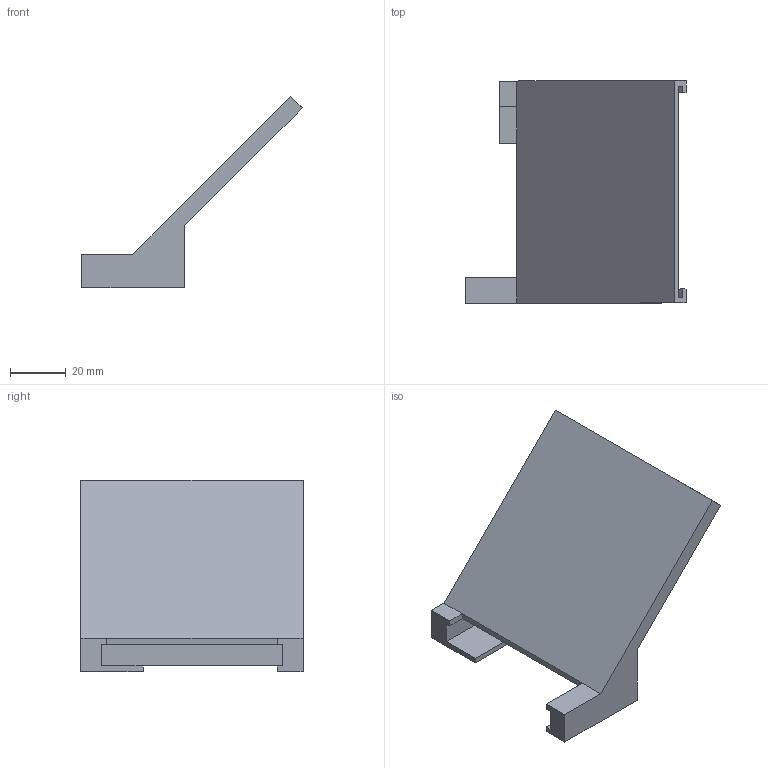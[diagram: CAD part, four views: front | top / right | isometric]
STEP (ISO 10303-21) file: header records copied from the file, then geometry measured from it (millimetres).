
FILE_DESCRIPTION(/* description */ (''),/* implementation_level */ '2;1');
FILE_NAME(/* name */ 'iPhone12Mini_Mirror v4.step',/* time_stamp */ '2021-01-12T17:38:56-05:00',/* author */ (''),/* organization */ (''),/* preprocessor_version */ 'ST-DEVELOPER v18.1',/* originating_system */ 'Autodesk Translation Framework v9.7.1.1290',/* authorisation */ '');
FILE_SCHEMA (('AUTOMOTIVE_DESIGN { 1 0 10303 214 3 1 1 }'));
Length unit declared in the file: millimetre
Products named in the file (1): iPhone12Mini_Mirror
Bounding box: 78.9 x 79.6 x 68.48 mm (x, y, z)
Volume: 21608 mm3; surface area: 20542.9 mm2
Topology: 1 solids, 3 shells, 49 faces, 127 edges, 82 vertices
Faces by surface type: plane 49
Entity records: 1490 total; most frequent: CARTESIAN_POINT 259, ORIENTED_EDGE 254, DIRECTION 227, LINE 127, VECTOR 127, EDGE_CURVE 127, VERTEX_POINT 82, AXIS2_PLACEMENT_3D 50
